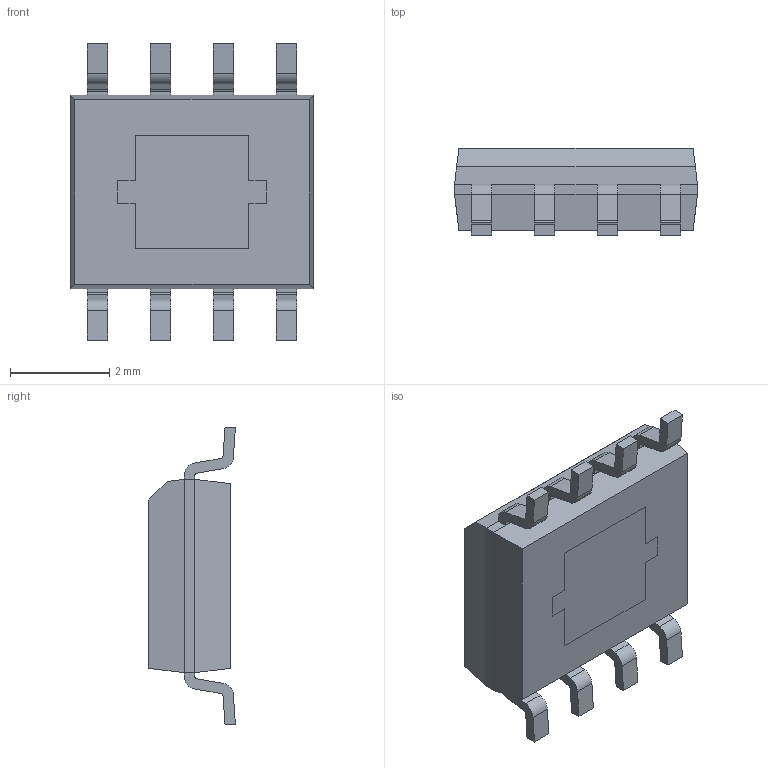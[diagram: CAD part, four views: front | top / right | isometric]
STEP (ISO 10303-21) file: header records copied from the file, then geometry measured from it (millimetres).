
FILE_DESCRIPTION (( 'STEP AP214' ), '1' );
FILE_NAME ('AD8000YRDZ-REEL.STEP', '2020-07-18T20:33:06', ( '' ), ( '' ), 'SwSTEP 2.0', 'SolidWorks 2017', '' );
FILE_SCHEMA (( 'AUTOMOTIVE_DESIGN' ));
Length unit declared in the file: millimetre
Products named in the file (1): AD8000YRDZ-REEL
Bounding box: 4.9 x 1.75 x 6 mm (x, y, z)
Volume: 31.2 mm3; surface area: 93.9 mm2
Topology: 11 solids, 11 shells, 161 faces, 403 edges, 266 vertices
Faces by surface type: plane 125, cylinder 36
Entity records: 4889 total; most frequent: CARTESIAN_POINT 831, ORIENTED_EDGE 806, DIRECTION 799, EDGE_CURVE 403, LINE 331, VECTOR 331, VERTEX_POINT 266, AXIS2_PLACEMENT_3D 234
